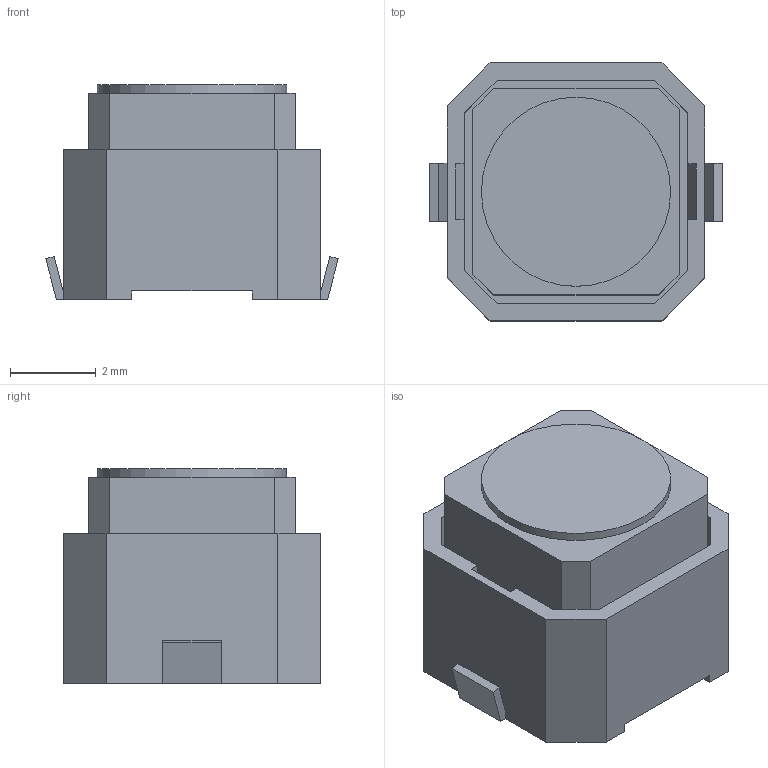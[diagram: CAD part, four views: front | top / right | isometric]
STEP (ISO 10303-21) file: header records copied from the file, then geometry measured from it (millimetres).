
FILE_DESCRIPTION((''),'2;1');
FILE_NAME('TL9210AFxxxx.stp','2017-10-17T13:03:15',('mroman'),(''),'Autodesk Inventor 2012','Autodesk Inventor 2012','');
FILE_SCHEMA(('CONFIG_CONTROL_DESIGN'));
Length unit declared in the file: millimetre
Products named in the file (1): TL9210AFxxxx
Bounding box: 6.8 x 6 x 5 mm (x, y, z)
Volume: 138.4 mm3; surface area: 289.1 mm2
Topology: 1 solids, 1 shells, 63 faces, 162 edges, 107 vertices
Faces by surface type: plane 56, cylinder 4, torus 3
Full cylindrical faces by diameter (mm): 0.5 x3, 4.4 x1
Entity records: 1881 total; most frequent: CARTESIAN_POINT 326, ORIENTED_EDGE 310, DIRECTION 294, EDGE_CURVE 155, VECTOR 144, LINE 144, VERTEX_POINT 107, EDGE_LOOP 76
